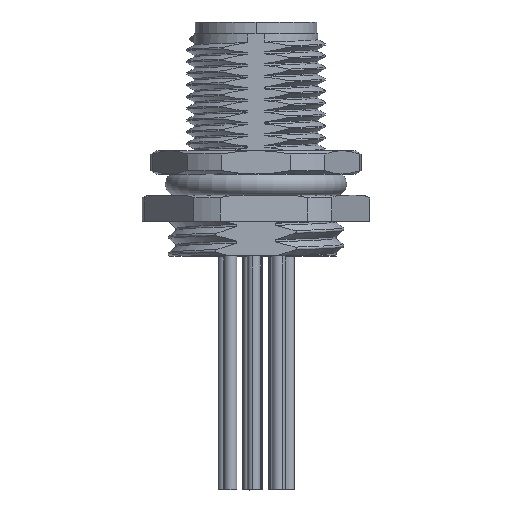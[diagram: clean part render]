
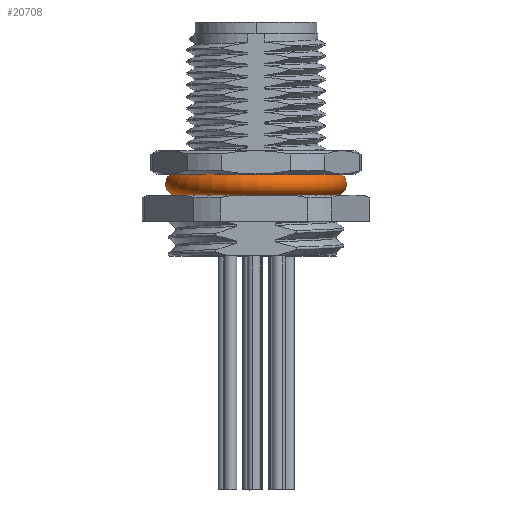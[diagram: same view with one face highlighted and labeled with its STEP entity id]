
A CAD part, top view. The second image highlights one B-rep face of the part: STEP entity #20708.
In plain terms, the highlighted toroidal (fillet/blend) face has major radius 6.75 mm and minor radius 1 mm.
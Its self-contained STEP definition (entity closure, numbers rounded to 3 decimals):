
#167=CARTESIAN_POINT('',(0.,0.,0.));
#168=DIRECTION('',(0.,-1.,0.));
#169=DIRECTION('',(1.,0.,-0.011));
#170=AXIS2_PLACEMENT_3D('',#167,#168,#169);
#6871=CARTESIAN_POINT('',(0.,-1.83,0.));
#6872=DIRECTION('',(0.,-1.,0.));
#6873=DIRECTION('',(1.,0.,-0.011));
#6874=AXIS2_PLACEMENT_3D('',#6871,#6872,#6873);
#9061=CARTESIAN_POINT('',(6.75,-0.85,
-0.073));
#9062=DIRECTION('',(0.011,0.,1.));
#9063=DIRECTION('',(0.198,-0.98,-0.002));
#9064=AXIS2_PLACEMENT_3D('',#9061,#9062,#9063);
#9066=CARTESIAN_POINT('',(-6.75,-0.85,
0.073));
#9067=DIRECTION('',(0.011,0.,1.));
#9068=DIRECTION('',(-0.527,0.85,0.006));
#9069=AXIS2_PLACEMENT_3D('',#9066,#9067,#9068);
#9480=CARTESIAN_POINT('',(7.277,0.,-0.079));
#9481=CARTESIAN_POINT('',(-7.277,0.,0.079));
#9482=VERTEX_POINT('',#9480);
#9483=VERTEX_POINT('',#9481);
#9616=CARTESIAN_POINT('',(6.948,-1.83,
-0.075));
#9617=CARTESIAN_POINT('',(-6.948,-1.83,
0.075));
#9618=VERTEX_POINT('',#9616);
#9619=VERTEX_POINT('',#9617);
#20694=CARTESIAN_POINT('',(0.,-0.85,0.));
#20695=DIRECTION('',(0.,-1.,0.));
#20696=DIRECTION('',(-1.,0.,0.011));
#20697=AXIS2_PLACEMENT_3D('',#20694,#20695,#20696);
#20698=TOROIDAL_SURFACE('',#20697,6.75,1.);
#20700=ORIENTED_EDGE('',*,*,#20699,.T.);
#20702=ORIENTED_EDGE('',*,*,#20701,.F.);
#20703=ORIENTED_EDGE('',*,*,#10327,.F.);
#20705=ORIENTED_EDGE('',*,*,#20704,.F.);
#20706=EDGE_LOOP('',(#20700,#20702,#20703,#20705));
#20707=FACE_OUTER_BOUND('',#20706,.F.);
#171=CIRCLE('',#170,7.277);
#6875=CIRCLE('',#6874,6.948);
#9065=CIRCLE('',#9064,1.);
#9070=CIRCLE('',#9069,1.);
#10327=EDGE_CURVE('',#9482,#9483,#171,.T.);
#20699=EDGE_CURVE('',#9618,#9619,#6875,.T.);
#20701=EDGE_CURVE('',#9483,#9619,#9070,.T.);
#20704=EDGE_CURVE('',#9618,#9482,#9065,.T.);
#20708=ADVANCED_FACE('',(#20707),#20698,.T.);
